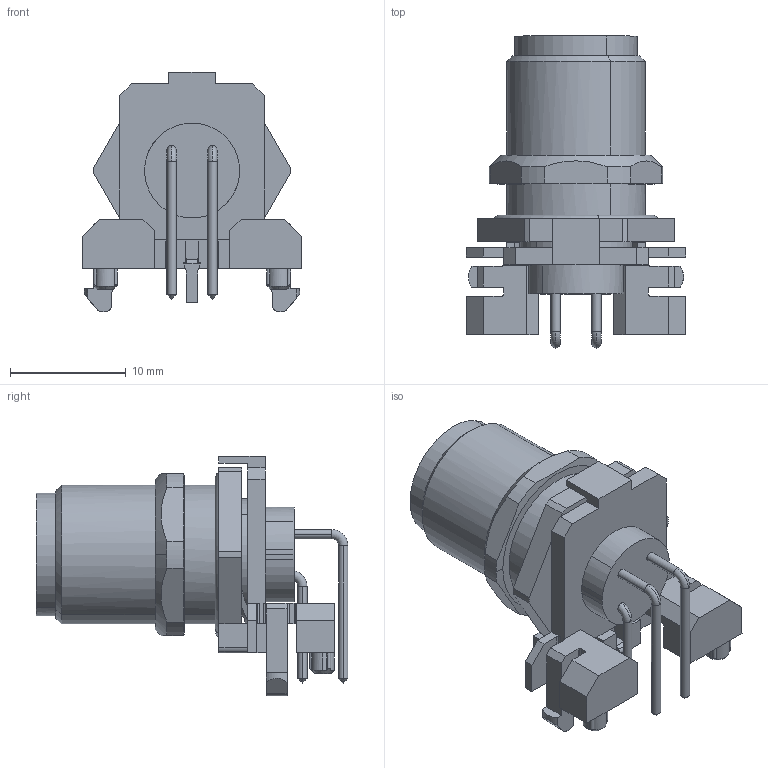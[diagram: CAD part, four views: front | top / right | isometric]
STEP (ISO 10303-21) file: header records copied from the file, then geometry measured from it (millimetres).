
FILE_DESCRIPTION(('CATIA V5 STEP Exchange','CAx-IF Rec.Pracs.--- Model Styling and Organization---1.4--- 2014-01-23'),'2;1');
FILE_NAME ('D1461909_1_2423690000_2423690000.stp','2021-01-03T10:48:24+00:00',('none'),('Weidmueller'),'CATIA Version 5-6 Release 2016 SP3 HF44','CATIA V5 STEP AP214','none');
FILE_SCHEMA(('AUTOMOTIVE_DESIGN { 1 0 10303 214 1 1 1 1 }'));
Length unit declared in the file: millimetre
Products named in the file (1): 2423690000
Bounding box: 19 x 26.96 x 20.7 mm (x, y, z)
Volume: 2475.2 mm3; surface area: 4261.4 mm2
Topology: 12 solids, 20 shells, 508 faces, 1418 edges, 946 vertices
Faces by surface type: plane 214, cylinder 157, bspline 57, cone 44, torus 36
Entity records: 17299 total; most frequent: CARTESIAN_POINT 5310, ORIENTED_EDGE 2812, DIRECTION 1870, EDGE_CURVE 1406, VERTEX_POINT 944, AXIS2_PLACEMENT_3D 768, VECTOR 677, LINE 677
